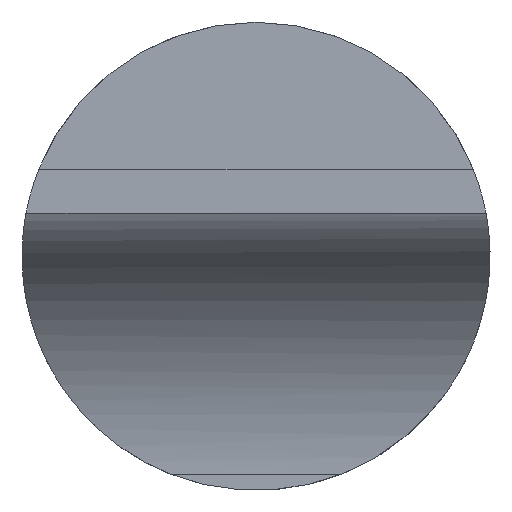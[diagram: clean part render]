
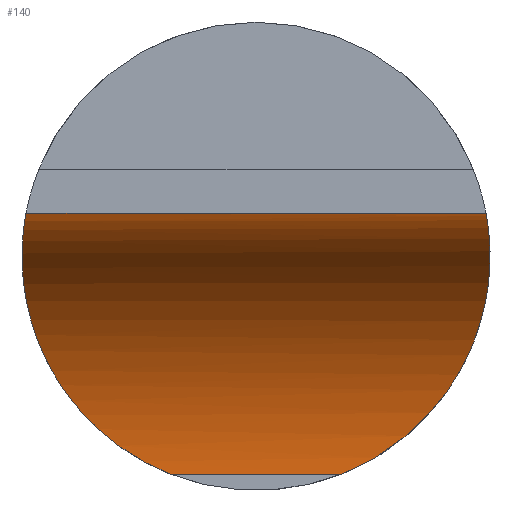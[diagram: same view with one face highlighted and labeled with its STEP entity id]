
A CAD part, front view. The second image highlights one B-rep face of the part: STEP entity #140.
In plain terms, the highlighted cylindrical face has radius 8.89 mm (diameter 17.78 mm), a partial arc.
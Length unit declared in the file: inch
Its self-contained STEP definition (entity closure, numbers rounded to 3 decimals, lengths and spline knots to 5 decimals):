
#20=B_SPLINE_CURVE_WITH_KNOTS('',3,(#228,#229,#230,#231,#232,#233,#234,
#235,#236,#237,#238,#239,#240,#241,#242,#243),.UNSPECIFIED.,.F.,.F.,(4,
2,2,2,2,2,2,4),(0.29207,0.3909,0.58635,0.7818,
0.96094,1.14009,1.49053,1.75314),
 .UNSPECIFIED.);
#21=B_SPLINE_CURVE_WITH_KNOTS('',3,(#246,#247,#248,#249,#250,#251,#252,
#253,#254,#255,#256,#257,#258,#259,#260,#261),.UNSPECIFIED.,.F.,.F.,(4,
2,2,2,2,2,2,4),(5.61078,5.87338,6.22383,6.40298,
6.58212,6.77757,6.97302,7.07185),
 .UNSPECIFIED.);
#24=LINE('',#270,#30);
#25=LINE('',#271,#31);
#30=VECTOR('',#197,0.35);
#31=VECTOR('',#198,0.3937);
#36=CYLINDRICAL_SURFACE('',#160,0.35);
#46=FACE_OUTER_BOUND('',#60,.T.);
#60=EDGE_LOOP('',(#117,#118,#119,#120));
#75=VERTEX_POINT('',#216);
#80=VERTEX_POINT('',#225);
#81=VERTEX_POINT('',#227);
#82=VERTEX_POINT('',#244);
#92=EDGE_CURVE('',#80,#81,#20,.F.);
#94=EDGE_CURVE('',#75,#82,#21,.T.);
#97=EDGE_CURVE('',#82,#81,#24,.T.);
#98=EDGE_CURVE('',#75,#80,#25,.T.);
#117=ORIENTED_EDGE('',*,*,#94,.T.);
#118=ORIENTED_EDGE('',*,*,#97,.T.);
#119=ORIENTED_EDGE('',*,*,#92,.F.);
#120=ORIENTED_EDGE('',*,*,#98,.F.);
#140=ADVANCED_FACE('',(#46),#36,.F.);
#160=AXIS2_PLACEMENT_3D('',#269,#195,#196);
#195=DIRECTION('center_axis',(-1.,0.,0.));
#196=DIRECTION('ref_axis',(0.,0.1,0.995));
#197=DIRECTION('',(1.,0.,0.));
#198=DIRECTION('',(1.,0.,0.));
#216=CARTESIAN_POINT('',(-0.30716,0.,0.0575));
#225=CARTESIAN_POINT('',(0.30716,0.,0.0575));
#227=CARTESIAN_POINT('',(0.11456,0.315,-0.29075));
#228=CARTESIAN_POINT('Ctrl Pts',(0.11456,0.315,-0.29075));
#229=CARTESIAN_POINT('Ctrl Pts',(0.12699,0.315,-0.28585));
#230=CARTESIAN_POINT('Ctrl Pts',(0.1391,0.3149,-0.28015));
#231=CARTESIAN_POINT('Ctrl Pts',(0.17386,0.31397,-0.261));
#232=CARTESIAN_POINT('Ctrl Pts',(0.19526,0.31251,-0.24536));
#233=CARTESIAN_POINT('Ctrl Pts',(0.23294,0.30602,-0.20992));
#234=CARTESIAN_POINT('Ctrl Pts',(0.24921,0.30094,-0.19013));
#235=CARTESIAN_POINT('Ctrl Pts',(0.27469,0.28638,-0.15069));
#236=CARTESIAN_POINT('Ctrl Pts',(0.28527,0.27657,-0.12946));
#237=CARTESIAN_POINT('Ctrl Pts',(0.30062,0.25142,-0.08813));
#238=CARTESIAN_POINT('Ctrl Pts',(0.30548,0.23605,-0.06808));
#239=CARTESIAN_POINT('Ctrl Pts',(0.31381,0.1888,-0.0178));
#240=CARTESIAN_POINT('Ctrl Pts',(0.3129,0.14863,0.01113));
#241=CARTESIAN_POINT('Ctrl Pts',(0.30961,0.07088,0.04482));
#242=CARTESIAN_POINT('Ctrl Pts',(0.30783,0.03517,0.05396));
#243=CARTESIAN_POINT('Ctrl Pts',(0.30716,0.,
0.0575));
#244=CARTESIAN_POINT('',(-0.11456,0.315,-0.29075));
#246=CARTESIAN_POINT('Ctrl Pts',(-0.30716,0.,
0.0575));
#247=CARTESIAN_POINT('Ctrl Pts',(-0.30783,0.03517,
0.05396));
#248=CARTESIAN_POINT('Ctrl Pts',(-0.30961,0.07088,
0.04482));
#249=CARTESIAN_POINT('Ctrl Pts',(-0.3129,0.14863,0.01113));
#250=CARTESIAN_POINT('Ctrl Pts',(-0.31381,0.1888,-0.0178));
#251=CARTESIAN_POINT('Ctrl Pts',(-0.30548,0.23605,-0.06808));
#252=CARTESIAN_POINT('Ctrl Pts',(-0.30062,0.25142,-0.08813));
#253=CARTESIAN_POINT('Ctrl Pts',(-0.28527,0.27657,-0.12946));
#254=CARTESIAN_POINT('Ctrl Pts',(-0.27469,0.28638,-0.15069));
#255=CARTESIAN_POINT('Ctrl Pts',(-0.24921,0.30094,-0.19013));
#256=CARTESIAN_POINT('Ctrl Pts',(-0.23294,0.30602,-0.20992));
#257=CARTESIAN_POINT('Ctrl Pts',(-0.19526,0.31251,-0.24536));
#258=CARTESIAN_POINT('Ctrl Pts',(-0.17386,0.31397,-0.261));
#259=CARTESIAN_POINT('Ctrl Pts',(-0.1391,0.3149,-0.28015));
#260=CARTESIAN_POINT('Ctrl Pts',(-0.12699,0.315,-0.28585));
#261=CARTESIAN_POINT('Ctrl Pts',(-0.11456,0.315,-0.29075));
#269=CARTESIAN_POINT('Origin',(-0.2,-0.035,-0.29075));
#270=CARTESIAN_POINT('',(-0.2,0.315,-0.29075));
#271=CARTESIAN_POINT('',(-0.2,0.,0.0575));
